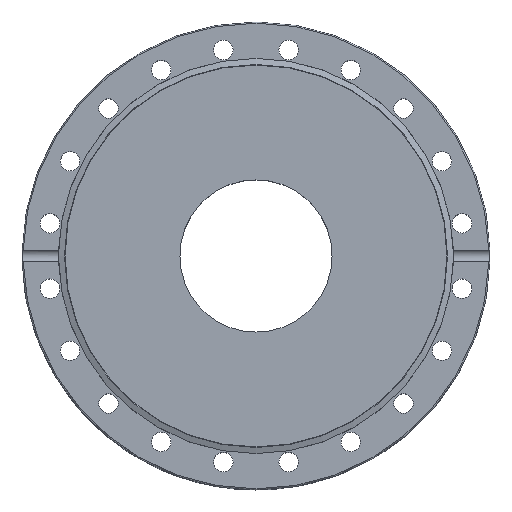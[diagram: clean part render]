
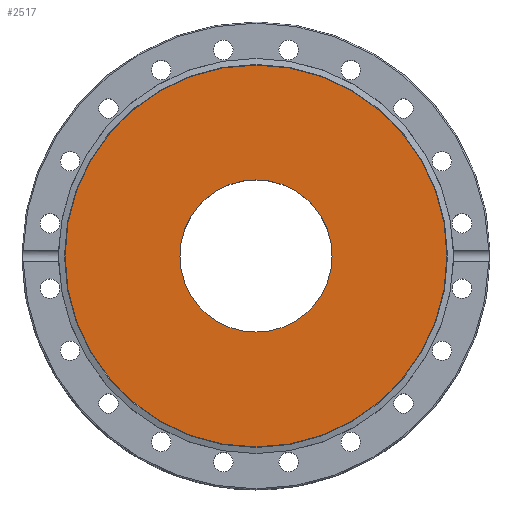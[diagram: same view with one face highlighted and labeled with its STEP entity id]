
A CAD part, top view. The second image highlights one B-rep face of the part: STEP entity #2517.
In plain terms, the highlighted planar face has unit normal (0, 0, 1).
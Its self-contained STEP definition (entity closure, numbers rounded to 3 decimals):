
#2443=CARTESIAN_POINT('',(33.0,0.,9.8));
#2444=VERTEX_POINT('',#2443);
#2445=CARTESIAN_POINT('',(0.0,0.0,9.8));
#2446=DIRECTION('',(0.0,0.0,-1.0));
#2447=DIRECTION('',(-1.0,0.0,0.0));
#2448=AXIS2_PLACEMENT_3D('',#2445,#2446,#2447);
#2449=CIRCLE('',#2448,33.0);
#2450=EDGE_CURVE('',#2444,#2444,#2449,.T.);
#2491=CARTESIAN_POINT('',(82.832,0.0,9.8));
#2492=VERTEX_POINT('',#2491);
#2493=CARTESIAN_POINT('',(0.0,0.0,9.8));
#2494=DIRECTION('',(0.0,0.0,-1.0));
#2495=DIRECTION('',(1.0,0.0,0.0));
#2496=AXIS2_PLACEMENT_3D('',#2493,#2494,#2495);
#2497=CIRCLE('',#2496,82.832);
#2498=EDGE_CURVE('',#2492,#2492,#2497,.T.);
#2506=CARTESIAN_POINT('',(41.416,0.0,9.8));
#2507=DIRECTION('',(0.0,0.0,-1.0));
#2508=DIRECTION('',(-1.0,0.0,0.0));
#2509=AXIS2_PLACEMENT_3D('',#2506,#2507,#2508);
#2510=PLANE('',#2509);
#2511=ORIENTED_EDGE('',*,*,#2498,.F.);
#2512=EDGE_LOOP('',(#2511));
#2513=FACE_OUTER_BOUND('',#2512,.T.);
#2514=ORIENTED_EDGE('',*,*,#2450,.T.);
#2515=EDGE_LOOP('',(#2514));
#2516=FACE_BOUND('',#2515,.T.);
#2517=ADVANCED_FACE('',(#2513,#2516),#2510,.F.);
